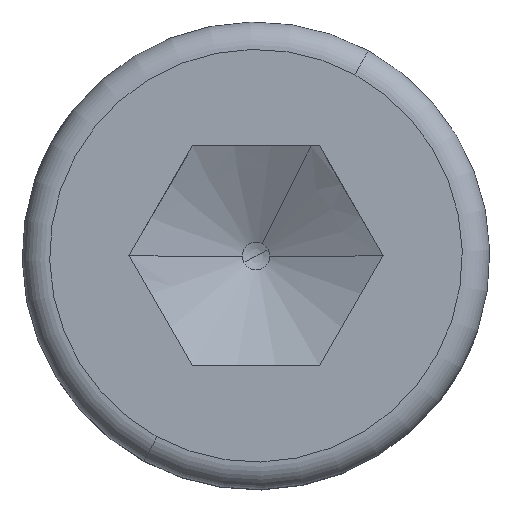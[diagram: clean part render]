
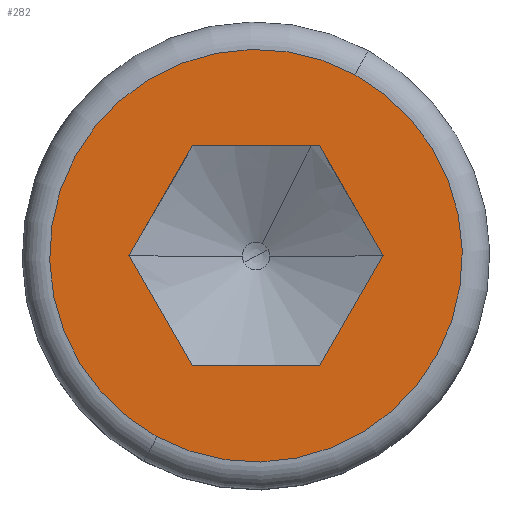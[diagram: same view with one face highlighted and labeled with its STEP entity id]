
A CAD part, top view. The second image highlights one B-rep face of the part: STEP entity #282.
In plain terms, the highlighted planar face has unit normal (0, 0, 1).
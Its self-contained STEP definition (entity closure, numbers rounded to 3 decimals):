
#107=CARTESIAN_POINT('Vertex',(-1.155,2.,15.)) ;
#112=CARTESIAN_POINT('Line Origine',(-1.732,1.,15.)) ;
#116=CARTESIAN_POINT('Vertex',(-2.309,0.,15.)) ;
#218=CARTESIAN_POINT('Axis2P3D Location',(0.,0.,15.)) ;
#223=CARTESIAN_POINT('Axis2P3D Location',(0.,0.,15.)) ;
#227=CARTESIAN_POINT('Vertex',(1.798,3.291,15.)) ;
#229=CARTESIAN_POINT('Vertex',(-1.798,-3.291,15.)) ;
#232=CARTESIAN_POINT('Axis2P3D Location',(0.,0.,15.)) ;
#241=CARTESIAN_POINT('Line Origine',(0.,2.,15.)) ;
#245=CARTESIAN_POINT('Vertex',(1.155,2.,15.)) ;
#248=CARTESIAN_POINT('Line Origine',(1.732,1.,15.)) ;
#252=CARTESIAN_POINT('Vertex',(2.309,0.,15.)) ;
#255=CARTESIAN_POINT('Line Origine',(1.732,-1.,15.)) ;
#259=CARTESIAN_POINT('Vertex',(1.155,-2.,15.)) ;
#262=CARTESIAN_POINT('Line Origine',(0.,-2.,15.)) ;
#266=CARTESIAN_POINT('Vertex',(-1.155,-2.,15.)) ;
#269=CARTESIAN_POINT('Line Origine',(-1.732,-1.,15.)) ;
#113=DIRECTION('Vector Direction',(-0.5,-0.866,0.)) ;
#219=DIRECTION('Axis2P3D Direction',(0.,0.,-1.)) ;
#220=DIRECTION('Axis2P3D XDirection',(1.,0.,0.)) ;
#224=DIRECTION('Axis2P3D Direction',(0.,0.,-1.)) ;
#233=DIRECTION('Axis2P3D Direction',(0.,0.,-1.)) ;
#242=DIRECTION('Vector Direction',(-1.,0.,0.)) ;
#249=DIRECTION('Vector Direction',(-0.5,0.866,0.)) ;
#256=DIRECTION('Vector Direction',(0.5,0.866,0.)) ;
#263=DIRECTION('Vector Direction',(1.,0.,0.)) ;
#270=DIRECTION('Vector Direction',(0.5,-0.866,0.)) ;
#221=AXIS2_PLACEMENT_3D('Plane Axis2P3D',#218,#219,#220) ;
#225=AXIS2_PLACEMENT_3D('Circle Axis2P3D',#223,#224,$) ;
#234=AXIS2_PLACEMENT_3D('Circle Axis2P3D',#232,#233,$) ;
#238=ORIENTED_EDGE('',*,*,#231,.F.) ;
#239=ORIENTED_EDGE('',*,*,#236,.F.) ;
#275=ORIENTED_EDGE('',*,*,#118,.F.) ;
#276=ORIENTED_EDGE('',*,*,#247,.F.) ;
#277=ORIENTED_EDGE('',*,*,#254,.F.) ;
#278=ORIENTED_EDGE('',*,*,#261,.F.) ;
#279=ORIENTED_EDGE('',*,*,#268,.F.) ;
#280=ORIENTED_EDGE('',*,*,#273,.F.) ;
#281=FACE_BOUND('',#274,.T.) ;
#114=VECTOR('Line Direction',#113,1.) ;
#243=VECTOR('Line Direction',#242,1.) ;
#250=VECTOR('Line Direction',#249,1.) ;
#257=VECTOR('Line Direction',#256,1.) ;
#264=VECTOR('Line Direction',#263,1.) ;
#271=VECTOR('Line Direction',#270,1.) ;
#282=ADVANCED_FACE('Corps principal',(#240,#281),#222,.F.) ;
#226=CIRCLE('generated circle',#225,3.75) ;
#235=CIRCLE('generated circle',#234,3.75) ;
#118=EDGE_CURVE('',#108,#117,#115,.T.) ;
#231=EDGE_CURVE('',#228,#230,#226,.T.) ;
#236=EDGE_CURVE('',#230,#228,#235,.T.) ;
#247=EDGE_CURVE('',#246,#108,#244,.T.) ;
#254=EDGE_CURVE('',#253,#246,#251,.T.) ;
#261=EDGE_CURVE('',#260,#253,#258,.T.) ;
#268=EDGE_CURVE('',#267,#260,#265,.T.) ;
#273=EDGE_CURVE('',#117,#267,#272,.T.) ;
#237=EDGE_LOOP('',(#238,#239)) ;
#274=EDGE_LOOP('',(#275,#276,#277,#278,#279,#280)) ;
#240=FACE_OUTER_BOUND('',#237,.T.) ;
#115=LINE('Line',#112,#114) ;
#244=LINE('Line',#241,#243) ;
#251=LINE('Line',#248,#250) ;
#258=LINE('Line',#255,#257) ;
#265=LINE('Line',#262,#264) ;
#272=LINE('Line',#269,#271) ;
#222=PLANE('Plane',#221) ;
#108=VERTEX_POINT('',#107) ;
#117=VERTEX_POINT('',#116) ;
#228=VERTEX_POINT('',#227) ;
#230=VERTEX_POINT('',#229) ;
#246=VERTEX_POINT('',#245) ;
#253=VERTEX_POINT('',#252) ;
#260=VERTEX_POINT('',#259) ;
#267=VERTEX_POINT('',#266) ;
